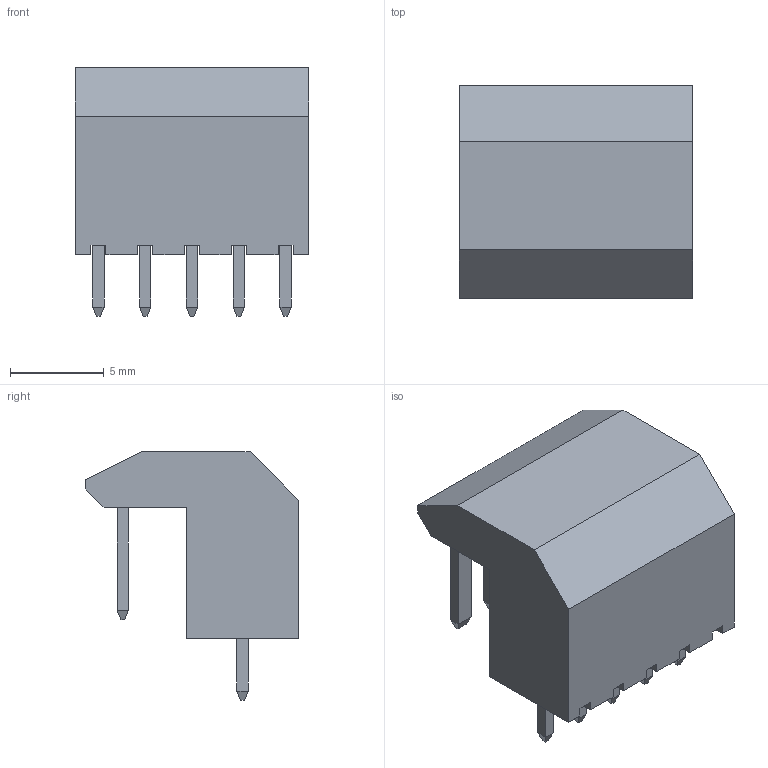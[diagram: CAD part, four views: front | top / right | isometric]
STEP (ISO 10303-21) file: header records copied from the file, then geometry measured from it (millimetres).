
FILE_DESCRIPTION(('FreeCAD Model'),'2;1');
FILE_NAME('Open CASCADE Shape Model','2021-07-29T09:43:15',( 'kicad StepUp'),('ksu MCAD'),'Open CASCADE STEP processor 7.4', 'FreeCAD','Unknown');
FILE_SCHEMA(('AUTOMOTIVE_DESIGN { 1 0 10303 214 1 1 1 1 }'));
Length unit declared in the file: millimetre
Products named in the file (1): JST_NH_BE5P-SHF-1AA_1x05_P2.50mm_Vertical.copy
Bounding box: 12.5 x 11.4 x 13.3 mm (x, y, z)
Volume: 887.6 mm3; surface area: 804.4 mm2
Topology: 11 solids, 11 shells, 131 faces, 287 edges, 178 vertices
Faces by surface type: plane 91, bspline 40
Entity records: 7923 total; most frequent: CARTESIAN_POINT 1571, DIRECTION 765, LINE 581, VECTOR 581, ORIENTED_EDGE 574, PCURVE 574, DEFINITIONAL_REPRESENTATION 574, EDGE_CURVE 287
